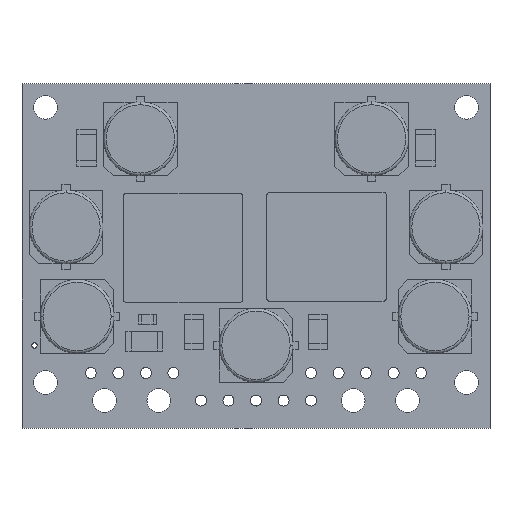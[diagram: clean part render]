
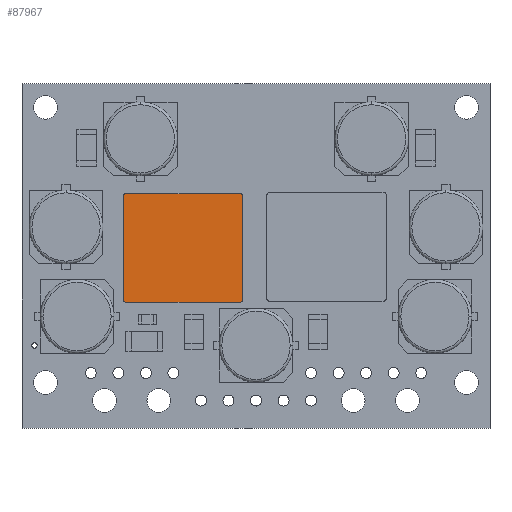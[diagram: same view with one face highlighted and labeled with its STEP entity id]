
A CAD part, top view. The second image highlights one B-rep face of the part: STEP entity #87967.
In plain terms, the highlighted planar face has unit normal (0, 0, 1).
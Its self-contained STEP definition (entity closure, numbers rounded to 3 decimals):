
#636 = LINE ( 'NONE', #59092, #80074 ) ;
#1120 = VERTEX_POINT ( 'NONE', #102159 ) ;
#2157 = AXIS2_PLACEMENT_3D ( 'NONE', #18972, #18392, #87194 ) ;
#3057 = CARTESIAN_POINT ( 'NONE',  ( 20.158, 11.619, 5.375 ) ) ;
#4132 = AXIS2_PLACEMENT_3D ( 'NONE', #63809, #22025, #13695 ) ;
#4819 = DIRECTION ( 'NONE',  ( -1., 0., 0. ) ) ;
#5489 = VERTEX_POINT ( 'NONE', #80544 ) ;
#5958 = CARTESIAN_POINT ( 'NONE',  ( 9.358, 21.419, 5.375 ) ) ;
#6796 = VERTEX_POINT ( 'NONE', #38410 ) ;
#8088 = AXIS2_PLACEMENT_3D ( 'NONE', #8926, #101027, #67882 ) ;
#8663 = EDGE_CURVE ( 'NONE', #6796, #87053, #45826, .T. ) ;
#8926 = CARTESIAN_POINT ( 'NONE',  ( 9.558, 11.819, 5.375 ) ) ;
#13695 = DIRECTION ( 'NONE',  ( 0., -1., 0. ) ) ;
#16464 = DIRECTION ( 'NONE',  ( 0., 0., 1. ) ) ;
#18392 = DIRECTION ( 'NONE',  ( 0., 0., 1. ) ) ;
#18972 = CARTESIAN_POINT ( 'NONE',  ( 20.158, 21.419, 5.375 ) ) ;
#21315 = ORIENTED_EDGE ( 'NONE', *, *, #21728, .T. ) ;
#21728 = EDGE_CURVE ( 'NONE', #32944, #5489, #60310, .T. ) ;
#22025 = DIRECTION ( 'NONE',  ( 0., 0., -1. ) ) ;
#24452 = DIRECTION ( 'NONE',  ( 0., -1., 0. ) ) ;
#27752 = ORIENTED_EDGE ( 'NONE', *, *, #30333, .T. ) ;
#30333 = EDGE_CURVE ( 'NONE', #80869, #32944, #91593, .T. ) ;
#32009 = CARTESIAN_POINT ( 'NONE',  ( 20.358, 21.419, 5.375 ) ) ;
#32944 = VERTEX_POINT ( 'NONE', #32009 ) ;
#33122 = ORIENTED_EDGE ( 'NONE', *, *, #46673, .T. ) ;
#37414 = CARTESIAN_POINT ( 'NONE',  ( 9.358, 11.819, 5.375 ) ) ;
#38410 = CARTESIAN_POINT ( 'NONE',  ( 9.558, 11.619, 5.375 ) ) ;
#39412 = EDGE_CURVE ( 'NONE', #5489, #1120, #105781, .T. ) ;
#42031 = EDGE_CURVE ( 'NONE', #87053, #80869, #82632, .T. ) ;
#45826 = LINE ( 'NONE', #54076, #70882 ) ;
#46673 = EDGE_CURVE ( 'NONE', #1120, #65883, #87170, .T. ) ;
#50656 = DIRECTION ( 'NONE',  ( 0., -1., 0. ) ) ;
#51364 = ORIENTED_EDGE ( 'NONE', *, *, #8663, .T. ) ;
#52120 = VECTOR ( 'NONE', #100524, 1000. ) ;
#54076 = CARTESIAN_POINT ( 'NONE',  ( 20.358, 11.619, 5.375 ) ) ;
#57333 = ORIENTED_EDGE ( 'NONE', *, *, #107532, .T. ) ;
#58577 = CARTESIAN_POINT ( 'NONE',  ( 20.358, 21.619, 5.375 ) ) ;
#59092 = CARTESIAN_POINT ( 'NONE',  ( 9.358, 21.619, 5.375 ) ) ;
#60310 = CIRCLE ( 'NONE', #2157, 0.2 ) ;
#61266 = DIRECTION ( 'NONE',  ( 1., 0., 0. ) ) ;
#63809 = CARTESIAN_POINT ( 'NONE',  ( 14.858, 16.619, 5.375 ) ) ;
#65883 = VERTEX_POINT ( 'NONE', #5958 ) ;
#67135 = CARTESIAN_POINT ( 'NONE',  ( 20.158, 11.819, 5.375 ) ) ;
#67882 = DIRECTION ( 'NONE',  ( 0., -1., 0. ) ) ;
#68768 = EDGE_LOOP ( 'NONE', ( #51364, #104904, #27752, #21315, #88891, #33122, #100834, #57333 ) ) ;
#70882 = VECTOR ( 'NONE', #61266, 1000. ) ;
#73200 = AXIS2_PLACEMENT_3D ( 'NONE', #107472, #98559, #89158 ) ;
#75496 = VECTOR ( 'NONE', #4819, 1000. ) ;
#79429 = VERTEX_POINT ( 'NONE', #37414 ) ;
#80074 = VECTOR ( 'NONE', #24452, 1000. ) ;
#80544 = CARTESIAN_POINT ( 'NONE',  ( 20.158, 21.619, 5.375 ) ) ;
#80869 = VERTEX_POINT ( 'NONE', #108280 ) ;
#82632 = CIRCLE ( 'NONE', #95020, 0.2 ) ;
#83398 = EDGE_CURVE ( 'NONE', #65883, #79429, #636, .T. ) ;
#87053 = VERTEX_POINT ( 'NONE', #3057 ) ;
#87170 = CIRCLE ( 'NONE', #73200, 0.2 ) ;
#87194 = DIRECTION ( 'NONE',  ( 0., -1., 0. ) ) ;
#87967 = ADVANCED_FACE ( 'NONE', ( #104713 ), #97465, .F. ) ;
#88561 = CARTESIAN_POINT ( 'NONE',  ( 20.358, 21.619, 5.375 ) ) ;
#88891 = ORIENTED_EDGE ( 'NONE', *, *, #39412, .T. ) ;
#89158 = DIRECTION ( 'NONE',  ( 0., -1., 0. ) ) ;
#91593 = LINE ( 'NONE', #58577, #52120 ) ;
#94309 = CIRCLE ( 'NONE', #8088, 0.2 ) ;
#95020 = AXIS2_PLACEMENT_3D ( 'NONE', #67135, #16464, #50656 ) ;
#97465 = PLANE ( 'NONE',  #4132 ) ;
#98559 = DIRECTION ( 'NONE',  ( 0., 0., 1. ) ) ;
#100524 = DIRECTION ( 'NONE',  ( 0., 1., 0. ) ) ;
#100834 = ORIENTED_EDGE ( 'NONE', *, *, #83398, .T. ) ;
#101027 = DIRECTION ( 'NONE',  ( 0., 0., 1. ) ) ;
#102159 = CARTESIAN_POINT ( 'NONE',  ( 9.558, 21.619, 5.375 ) ) ;
#104713 = FACE_OUTER_BOUND ( 'NONE', #68768, .T. ) ;
#104904 = ORIENTED_EDGE ( 'NONE', *, *, #42031, .T. ) ;
#105781 = LINE ( 'NONE', #88561, #75496 ) ;
#107472 = CARTESIAN_POINT ( 'NONE',  ( 9.558, 21.419, 5.375 ) ) ;
#107532 = EDGE_CURVE ( 'NONE', #79429, #6796, #94309, .T. ) ;
#108280 = CARTESIAN_POINT ( 'NONE',  ( 20.358, 11.819, 5.375 ) ) ;
